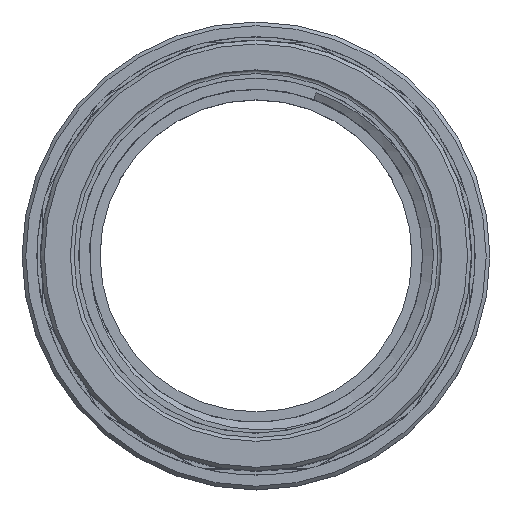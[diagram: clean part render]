
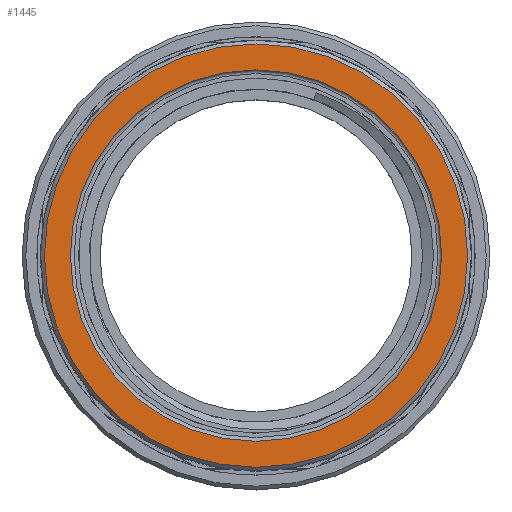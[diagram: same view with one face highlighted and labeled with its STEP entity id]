
A CAD part, top view. The second image highlights one B-rep face of the part: STEP entity #1445.
In plain terms, the highlighted planar face has unit normal (0, 0, 1).
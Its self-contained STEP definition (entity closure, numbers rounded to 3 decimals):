
#21=FACE_BOUND('',#224,.T.);
#62=PLANE('',#1604);
#137=FACE_OUTER_BOUND('',#223,.T.);
#223=EDGE_LOOP('',(#1233));
#224=EDGE_LOOP('',(#1234));
#317=CIRCLE('',#1605,28.5);
#318=CIRCLE('',#1606,25.);
#701=VERTEX_POINT('',#5279);
#702=VERTEX_POINT('',#5281);
#902=EDGE_CURVE('',#701,#701,#317,.T.);
#903=EDGE_CURVE('',#702,#702,#318,.T.);
#1233=ORIENTED_EDGE('',*,*,#902,.T.);
#1234=ORIENTED_EDGE('',*,*,#903,.T.);
#1445=ADVANCED_FACE('',(#137,#21),#62,.T.);
#1604=AXIS2_PLACEMENT_3D('',#5278,#1970,#1971);
#1605=AXIS2_PLACEMENT_3D('',#5280,#1972,#1973);
#1606=AXIS2_PLACEMENT_3D('',#5282,#1974,#1975);
#1970=DIRECTION('center_axis',(0.,0.,1.));
#1971=DIRECTION('ref_axis',(0.,1.,0.));
#1972=DIRECTION('center_axis',(0.,0.,1.));
#1973=DIRECTION('ref_axis',(0.,1.,0.));
#1974=DIRECTION('center_axis',(0.,0.,-1.));
#1975=DIRECTION('ref_axis',(-1.,0.,0.));
#5278=CARTESIAN_POINT('Origin',(0.,0.,33.5));
#5279=CARTESIAN_POINT('',(0.,28.5,33.5));
#5280=CARTESIAN_POINT('Origin',(0.,0.,33.5));
#5281=CARTESIAN_POINT('',(25.,0.,33.5));
#5282=CARTESIAN_POINT('Origin',(0.,0.,33.5));
